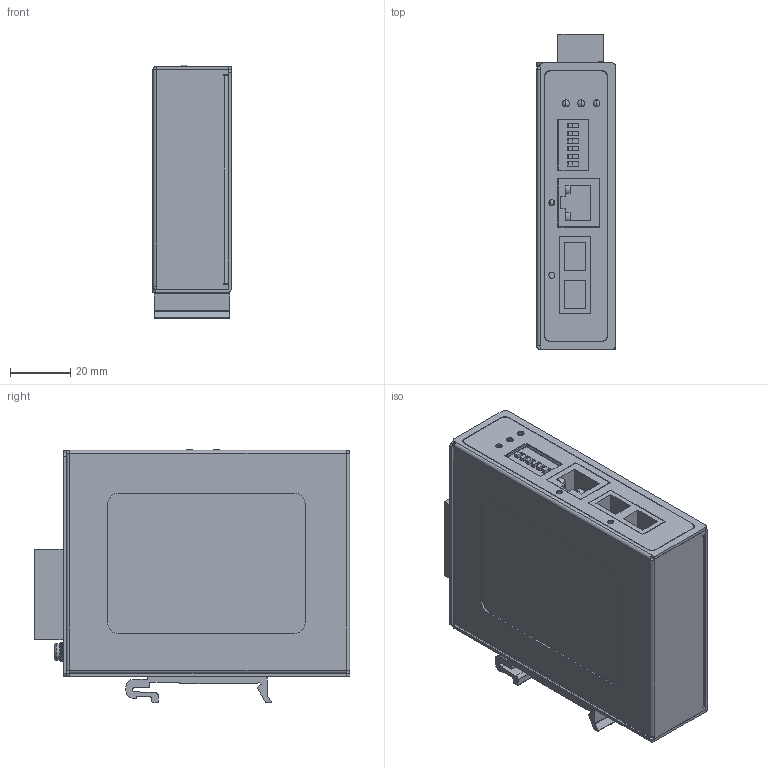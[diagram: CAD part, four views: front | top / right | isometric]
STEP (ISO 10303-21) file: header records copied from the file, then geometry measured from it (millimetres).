
FILE_DESCRIPTION (( 'STEP AP214' ), '1' );
FILE_NAME ('SE3-MC2U-C1-T.STEP', '2024-05-15T10:51:58', ( '' ), ( '' ), 'SwSTEP 2.0', 'SolidWorks 2023', '' );
FILE_SCHEMA (( 'AUTOMOTIVE_DESIGN' ));
Length unit declared in the file: inch
Products named in the file (1): SE3-MC2U-C1-T
Bounding box: 26 x 104.55 x 84.23 mm (x, y, z)
Volume: 48135.5 mm3; surface area: 68235 mm2
Topology: 21 solids, 21 shells, 1013 faces, 2525 edges, 1617 vertices
Faces by surface type: plane 629, cylinder 272, bspline 94, cone 18
Full cylindrical faces by diameter (mm): 0.5 x6, 1 x6, 1.5 x1, 2 x2, 2.2 x2, 2.3 x3, 2.9 x2, 3 x35, 3.2 x3, 4 x9, 5 x16, 5.5 x1
Entity records: 31672 total; most frequent: CARTESIAN_POINT 7849, DIRECTION 4741, ORIENTED_EDGE 4740, EDGE_CURVE 2370, VECTOR 1647, LINE 1647, VERTEX_POINT 1598, AXIS2_PLACEMENT_3D 1547
